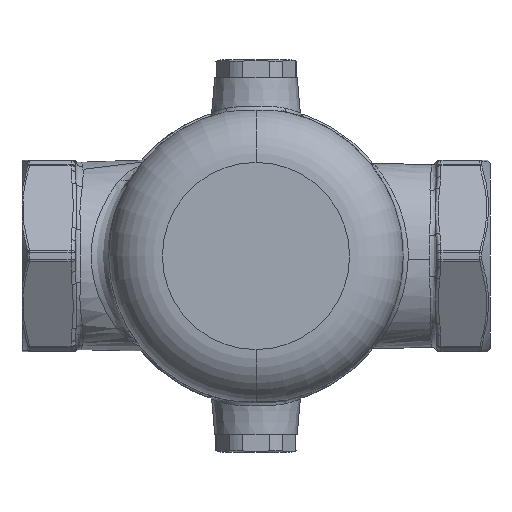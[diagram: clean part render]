
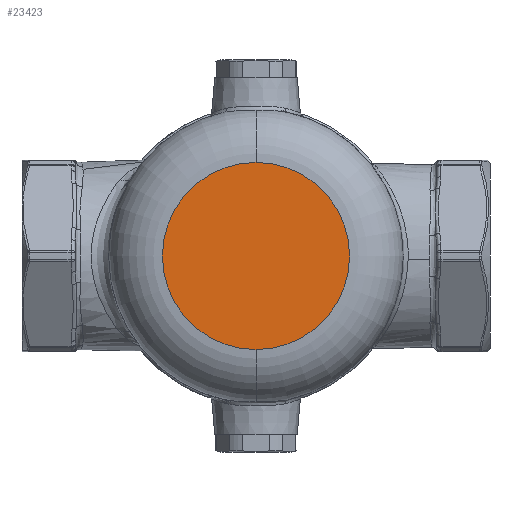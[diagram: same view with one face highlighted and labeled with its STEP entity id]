
A CAD part, front view. The second image highlights one B-rep face of the part: STEP entity #23423.
In plain terms, the highlighted planar face has unit normal (0, -1, 0).
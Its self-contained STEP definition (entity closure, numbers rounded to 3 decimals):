
#2619 = CARTESIAN_POINT ( 'NONE',  ( 0., -45., -21. ) ) ;
#2647 = CIRCLE ( 'NONE', #37528, 21. ) ;
#6798 = VERTEX_POINT ( 'NONE', #57672 ) ;
#7903 = CARTESIAN_POINT ( 'NONE',  ( 0., -45., 0. ) ) ;
#12376 = CARTESIAN_POINT ( 'NONE',  ( 0., -45., 0. ) ) ;
#12713 = DIRECTION ( 'NONE',  ( 0., 1., 0. ) ) ;
#18069 = AXIS2_PLACEMENT_3D ( 'NONE', #47212, #21253, #42104 ) ;
#18345 = EDGE_CURVE ( 'NONE', #6798, #38687, #63270, .T. ) ;
#19597 = ORIENTED_EDGE ( 'NONE', *, *, #35173, .F. ) ;
#21253 = DIRECTION ( 'NONE',  ( 0., -1., 0. ) ) ;
#21590 = FACE_OUTER_BOUND ( 'NONE', #22504, .T. ) ;
#22504 = EDGE_LOOP ( 'NONE', ( #34613, #19597 ) ) ;
#23423 = ADVANCED_FACE ( 'NONE', ( #21590 ), #26381, .T. ) ;
#24198 = DIRECTION ( 'NONE',  ( 0., 1., 0. ) ) ;
#26381 = PLANE ( 'NONE',  #18069 ) ;
#33928 = AXIS2_PLACEMENT_3D ( 'NONE', #12376, #24198, #55589 ) ;
#34613 = ORIENTED_EDGE ( 'NONE', *, *, #18345, .F. ) ;
#35173 = EDGE_CURVE ( 'NONE', #38687, #6798, #2647, .T. ) ;
#37528 = AXIS2_PLACEMENT_3D ( 'NONE', #7903, #12713, #44112 ) ;
#38687 = VERTEX_POINT ( 'NONE', #2619 ) ;
#42104 = DIRECTION ( 'NONE',  ( 0., 0., -1. ) ) ;
#44112 = DIRECTION ( 'NONE',  ( 0., 0., 1. ) ) ;
#47212 = CARTESIAN_POINT ( 'NONE',  ( 0., -45., -21. ) ) ;
#55589 = DIRECTION ( 'NONE',  ( 0., 0., 1. ) ) ;
#57672 = CARTESIAN_POINT ( 'NONE',  ( 0., -45., 21. ) ) ;
#63270 = CIRCLE ( 'NONE', #33928, 21. ) ;
